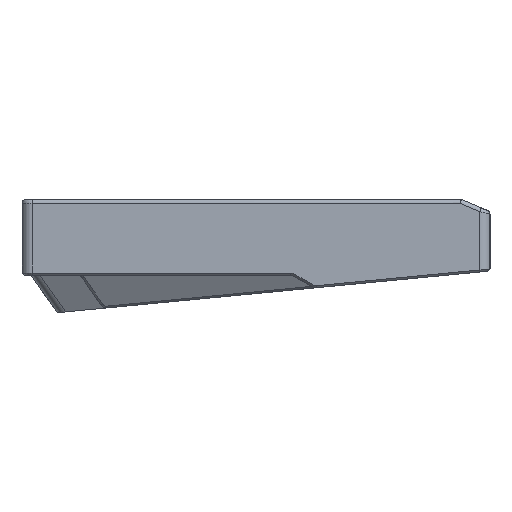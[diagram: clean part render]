
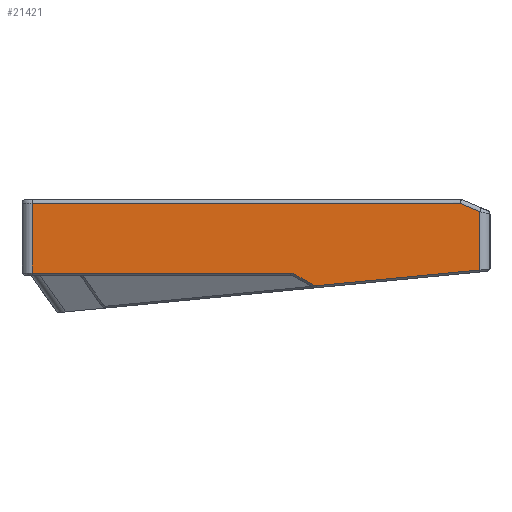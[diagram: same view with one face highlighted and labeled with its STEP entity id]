
A CAD part, left-side view. The second image highlights one B-rep face of the part: STEP entity #21421.
In plain terms, the highlighted planar face has unit normal (-1, 0, 0).
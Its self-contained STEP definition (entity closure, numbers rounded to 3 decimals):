
#288=B_SPLINE_CURVE_WITH_KNOTS('',3,(#30839,#30840,#30841,#30842),
 .UNSPECIFIED.,.F.,.F.,(4,4),(1.552,1.571),
 .UNSPECIFIED.);
#507=PLANE('',#22609);
#1183=FACE_OUTER_BOUND('',#2351,.T.);
#2351=EDGE_LOOP('',(#14403,#14404,#14405,#14406,#14407,#14408,#14409,#14410,
#14411,#14412));
#3738=CIRCLE('',#22610,2.1);
#3739=CIRCLE('',#22611,1.1);
#4650=LINE('',#30720,#6772);
#4657=LINE('',#30755,#6779);
#4662=LINE('',#30827,#6784);
#4663=LINE('',#30829,#6785);
#4664=LINE('',#30833,#6786);
#4665=LINE('',#30837,#6787);
#4666=LINE('',#30843,#6788);
#6772=VECTOR('',#24590,10.);
#6779=VECTOR('',#24629,10.);
#6784=VECTOR('',#24654,10.);
#6785=VECTOR('',#24655,10.);
#6786=VECTOR('',#24658,10.);
#6787=VECTOR('',#24661,10.);
#6788=VECTOR('',#24662,10.);
#8894=VERTEX_POINT('',#30718);
#8895=VERTEX_POINT('',#30719);
#8906=VERTEX_POINT('',#30748);
#8914=VERTEX_POINT('',#30826);
#8915=VERTEX_POINT('',#30828);
#8916=VERTEX_POINT('',#30830);
#8917=VERTEX_POINT('',#30832);
#8918=VERTEX_POINT('',#30834);
#8919=VERTEX_POINT('',#30836);
#8920=VERTEX_POINT('',#30838);
#11062=EDGE_CURVE('',#8894,#8895,#4650,.T.);
#11080=EDGE_CURVE('',#8906,#8894,#4657,.T.);
#11092=EDGE_CURVE('',#8914,#8906,#4662,.T.);
#11093=EDGE_CURVE('',#8915,#8914,#4663,.T.);
#11094=EDGE_CURVE('',#8916,#8915,#3738,.T.);
#11095=EDGE_CURVE('',#8917,#8916,#4664,.T.);
#11096=EDGE_CURVE('',#8918,#8917,#3739,.T.);
#11097=EDGE_CURVE('',#8919,#8918,#4665,.T.);
#11098=EDGE_CURVE('',#8920,#8919,#288,.T.);
#11099=EDGE_CURVE('',#8895,#8920,#4666,.T.);
#14403=ORIENTED_EDGE('',*,*,#11062,.F.);
#14404=ORIENTED_EDGE('',*,*,#11080,.F.);
#14405=ORIENTED_EDGE('',*,*,#11092,.F.);
#14406=ORIENTED_EDGE('',*,*,#11093,.F.);
#14407=ORIENTED_EDGE('',*,*,#11094,.F.);
#14408=ORIENTED_EDGE('',*,*,#11095,.F.);
#14409=ORIENTED_EDGE('',*,*,#11096,.F.);
#14410=ORIENTED_EDGE('',*,*,#11097,.F.);
#14411=ORIENTED_EDGE('',*,*,#11098,.F.);
#14412=ORIENTED_EDGE('',*,*,#11099,.F.);
#21421=ADVANCED_FACE('',(#1183),#507,.F.);
#22609=AXIS2_PLACEMENT_3D('',#30825,#24652,#24653);
#22610=AXIS2_PLACEMENT_3D('',#30831,#24656,#24657);
#22611=AXIS2_PLACEMENT_3D('',#30835,#24659,#24660);
#24590=DIRECTION('',(0.,-0.919,-0.394));
#24629=DIRECTION('',(0.,-1.,0.));
#24652=DIRECTION('center_axis',(1.,0.,0.));
#24653=DIRECTION('ref_axis',(0.,-1.,0.));
#24654=DIRECTION('',(0.,0.,1.));
#24655=DIRECTION('',(0.,1.,0.));
#24656=DIRECTION('center_axis',(-1.,0.,0.));
#24657=DIRECTION('ref_axis',(0.,-0.259,0.966));
#24658=DIRECTION('',(0.,0.866,0.5));
#24659=DIRECTION('center_axis',(1.,0.,0.));
#24660=DIRECTION('ref_axis',(0.,0.212,-0.977));
#24661=DIRECTION('',(0.,0.995,-0.096));
#24662=DIRECTION('',(0.,0.,-1.));
#30718=CARTESIAN_POINT('',(-4.275,-2.27,6.8));
#30719=CARTESIAN_POINT('',(-4.275,-6.975,4.783));
#30720=CARTESIAN_POINT('',(-4.275,41.452,25.538));
#30748=CARTESIAN_POINT('',(-4.275,102.225,6.8));
#30755=CARTESIAN_POINT('',(-4.275,76.175,6.8));
#30825=CARTESIAN_POINT('Origin',(-4.275,104.725,7.8));
#30826=CARTESIAN_POINT('',(-4.275,102.225,-10.2));
#30827=CARTESIAN_POINT('',(-4.275,102.225,7.8));
#30828=CARTESIAN_POINT('',(-4.275,39.222,-10.2));
#30829=CARTESIAN_POINT('',(-4.275,71.759,-10.2));
#30830=CARTESIAN_POINT('',(-4.275,38.172,-10.481));
#30831=CARTESIAN_POINT('Origin',(-4.275,39.222,-12.3));
#30832=CARTESIAN_POINT('',(-4.275,33.572,-13.137));
#30833=CARTESIAN_POINT('',(-4.275,64.565,4.757));
#30834=CARTESIAN_POINT('',(-4.275,32.916,-13.279));
#30835=CARTESIAN_POINT('Origin',(-4.275,33.022,-12.185));
#30836=CARTESIAN_POINT('',(-4.275,-6.927,-9.443));
#30837=CARTESIAN_POINT('',(-4.275,46.314,-14.57));
#30838=CARTESIAN_POINT('',(-4.275,-6.975,-9.438));
#30839=CARTESIAN_POINT('Ctrl Pts',(-4.275,-6.975,
-9.438));
#30840=CARTESIAN_POINT('Ctrl Pts',(-4.275,-6.959,
-9.44));
#30841=CARTESIAN_POINT('Ctrl Pts',(-4.275,-6.943,
-9.441));
#30842=CARTESIAN_POINT('Ctrl Pts',(-4.275,-6.927,
-9.443));
#30843=CARTESIAN_POINT('',(-4.275,-6.975,7.8));
